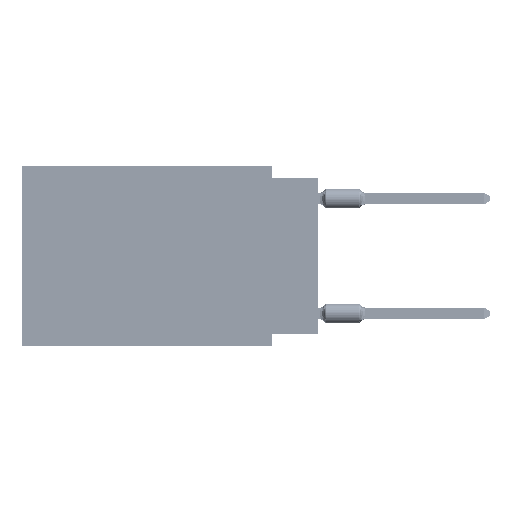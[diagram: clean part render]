
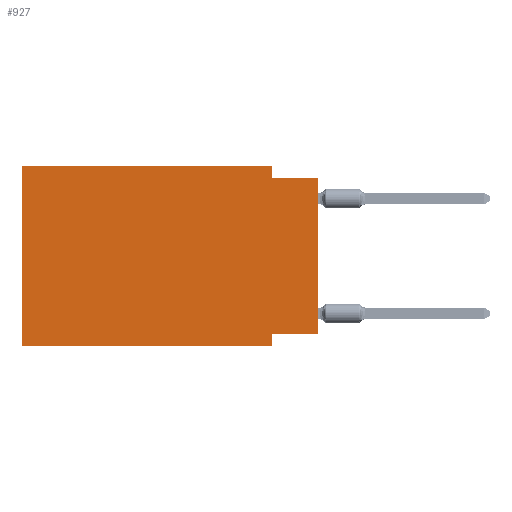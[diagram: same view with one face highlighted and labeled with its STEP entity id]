
A CAD part, left-side view. The second image highlights one B-rep face of the part: STEP entity #927.
In plain terms, the highlighted planar face has unit normal (-1, 0, 0).
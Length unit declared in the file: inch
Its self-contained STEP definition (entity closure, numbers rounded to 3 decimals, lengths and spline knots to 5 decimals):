
#186 = CARTESIAN_POINT ( 'NONE',  ( 0., 0., 0. ) ) ;
#695 = EDGE_CURVE ( 'NONE', #87466, #64615, #70401, .T. ) ;
#927 = ADVANCED_FACE ( 'NONE', ( #12897 ), #46643, .F. ) ;
#1143 = DIRECTION ( 'NONE',  ( 0., -1., 0. ) ) ;
#1616 = EDGE_CURVE ( 'NONE', #6147, #87466, #48322, .T. ) ;
#4587 = EDGE_CURVE ( 'NONE', #42066, #73788, #31788, .T. ) ;
#6147 = VERTEX_POINT ( 'NONE', #38979 ) ;
#6852 = DIRECTION ( 'NONE',  ( 0., 0., -1. ) ) ;
#8436 = EDGE_LOOP ( 'NONE', ( #62736, #45654, #89450, #52922, #86090, #55365, #33812, #87984 ) ) ;
#12897 = FACE_OUTER_BOUND ( 'NONE', #8436, .T. ) ;
#13553 = DIRECTION ( 'NONE',  ( 0., -1., 0. ) ) ;
#19882 = CARTESIAN_POINT ( 'NONE',  ( 0., 0.645, 0. ) ) ;
#20056 = DIRECTION ( 'NONE',  ( 0., 0., 1. ) ) ;
#21661 = LINE ( 'NONE', #19882, #30771 ) ;
#23188 = VECTOR ( 'NONE', #20056, 39.37008 ) ;
#27676 = CARTESIAN_POINT ( 'NONE',  ( 0., 0.645, -0.39 ) ) ;
#30099 = VECTOR ( 'NONE', #13553, 39.37008 ) ;
#30771 = VECTOR ( 'NONE', #55888, 39.37008 ) ;
#31788 = LINE ( 'NONE', #60506, #83804 ) ;
#32924 = VECTOR ( 'NONE', #6852, 39.37008 ) ;
#33153 = CARTESIAN_POINT ( 'NONE',  ( 0., 0.1, -0.025 ) ) ;
#33812 = ORIENTED_EDGE ( 'NONE', *, *, #4587, .F. ) ;
#33845 = CARTESIAN_POINT ( 'NONE',  ( 0., 0.645, 0. ) ) ;
#37691 = VECTOR ( 'NONE', #1143, 39.37008 ) ;
#38772 = CARTESIAN_POINT ( 'NONE',  ( 0., 0.645, 0. ) ) ;
#38979 = CARTESIAN_POINT ( 'NONE',  ( 0., 0.1, 0. ) ) ;
#39336 = DIRECTION ( 'NONE',  ( 0., 0., -1. ) ) ;
#40241 = DIRECTION ( 'NONE',  ( 1., 0., 0. ) ) ;
#41583 = CARTESIAN_POINT ( 'NONE',  ( 0., 0., -0.365 ) ) ;
#42066 = VERTEX_POINT ( 'NONE', #84815 ) ;
#44751 = DIRECTION ( 'NONE',  ( 0., 1., 0. ) ) ;
#45440 = EDGE_CURVE ( 'NONE', #86152, #64615, #77191, .T. ) ;
#45654 = ORIENTED_EDGE ( 'NONE', *, *, #695, .F. ) ;
#46643 = PLANE ( 'NONE',  #85107 ) ;
#48322 = LINE ( 'NONE', #77021, #32924 ) ;
#49842 = DIRECTION ( 'NONE',  ( 0., 0., 1. ) ) ;
#51821 = CARTESIAN_POINT ( 'NONE',  ( 0., 0., -0.025 ) ) ;
#52922 = ORIENTED_EDGE ( 'NONE', *, *, #52948, .F. ) ;
#52948 = EDGE_CURVE ( 'NONE', #67676, #6147, #21661, .T. ) ;
#53349 = LINE ( 'NONE', #60634, #23188 ) ;
#55365 = ORIENTED_EDGE ( 'NONE', *, *, #79683, .T. ) ;
#55888 = DIRECTION ( 'NONE',  ( 0., -1., 0. ) ) ;
#55941 = LINE ( 'NONE', #83705, #30099 ) ;
#57539 = LINE ( 'NONE', #78492, #77586 ) ;
#60506 = CARTESIAN_POINT ( 'NONE',  ( 0., 0.1, -0.39 ) ) ;
#60634 = CARTESIAN_POINT ( 'NONE',  ( 0., 0.645, 0. ) ) ;
#62736 = ORIENTED_EDGE ( 'NONE', *, *, #45440, .T. ) ;
#63757 = EDGE_CURVE ( 'NONE', #86152, #42066, #57539, .T. ) ;
#64615 = VERTEX_POINT ( 'NONE', #51821 ) ;
#67676 = VERTEX_POINT ( 'NONE', #38772 ) ;
#69499 = CARTESIAN_POINT ( 'NONE',  ( 0., 0., -0.025 ) ) ;
#70401 = LINE ( 'NONE', #69499, #37691 ) ;
#71046 = CARTESIAN_POINT ( 'NONE',  ( 0., 0.1, -0.39 ) ) ;
#73788 = VERTEX_POINT ( 'NONE', #71046 ) ;
#74636 = DIRECTION ( 'NONE',  ( 0., 0., -1. ) ) ;
#77021 = CARTESIAN_POINT ( 'NONE',  ( 0., 0.1, 0. ) ) ;
#77191 = LINE ( 'NONE', #186, #85923 ) ;
#77586 = VECTOR ( 'NONE', #44751, 39.37008 ) ;
#78492 = CARTESIAN_POINT ( 'NONE',  ( 0., 0., -0.365 ) ) ;
#79683 = EDGE_CURVE ( 'NONE', #85878, #73788, #55941, .T. ) ;
#83297 = EDGE_CURVE ( 'NONE', #85878, #67676, #53349, .T. ) ;
#83705 = CARTESIAN_POINT ( 'NONE',  ( 0., 0.645, -0.39 ) ) ;
#83804 = VECTOR ( 'NONE', #74636, 39.37008 ) ;
#84815 = CARTESIAN_POINT ( 'NONE',  ( 0., 0.1, -0.365 ) ) ;
#85107 = AXIS2_PLACEMENT_3D ( 'NONE', #33845, #40241, #39336 ) ;
#85878 = VERTEX_POINT ( 'NONE', #27676 ) ;
#85923 = VECTOR ( 'NONE', #49842, 39.37008 ) ;
#86090 = ORIENTED_EDGE ( 'NONE', *, *, #83297, .F. ) ;
#86152 = VERTEX_POINT ( 'NONE', #41583 ) ;
#87466 = VERTEX_POINT ( 'NONE', #33153 ) ;
#87984 = ORIENTED_EDGE ( 'NONE', *, *, #63757, .F. ) ;
#89450 = ORIENTED_EDGE ( 'NONE', *, *, #1616, .F. ) ;
